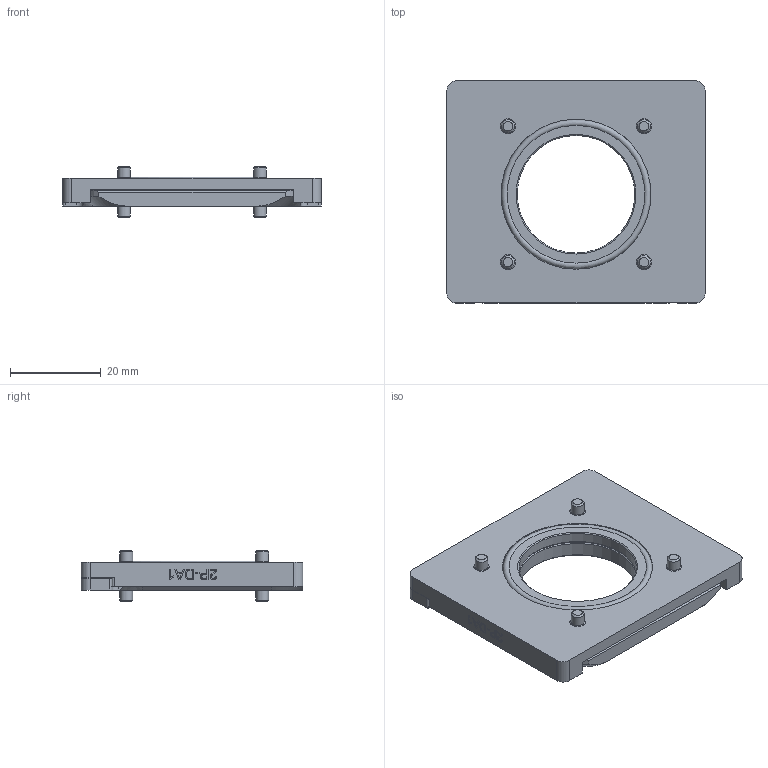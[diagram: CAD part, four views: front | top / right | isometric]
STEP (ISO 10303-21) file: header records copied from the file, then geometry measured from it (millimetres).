
FILE_DESCRIPTION (( 'STEP AP214' ), '1' );
FILE_NAME ('22.03.04_2P-DA1_Dove-Adapter Slim WEB.STEP', '2022-03-04T16:17:14', ( '' ), ( '' ), 'SwSTEP 2.0', 'SolidWorks 2019', '' );
FILE_SCHEMA (( 'AUTOMOTIVE_DESIGN' ));
Length unit declared in the file: millimetre
Products named in the file (1): 22.03.04_2P-DA1_Dove-Adapter Slim WEB
Bounding box: 57 x 49 x 11.42 mm (x, y, z)
Volume: 13092.5 mm3; surface area: 13703.8 mm2
Topology: 13 solids, 13 shells, 728 faces, 1934 edges, 1255 vertices
Faces by surface type: plane 578, cylinder 66, cone 48, bspline 33, torus 3
Full cylindrical faces by diameter (mm): 1.1 x2, 2.845 x8, 3.4 x8, 5.9 x8, 6.72 x8, 25.956 x2, 30.4 x3, 33.1 x3
Entity records: 31212 total; most frequent: CARTESIAN_POINT 5552, ORIENTED_EDGE 3650, DIRECTION 3332, EDGE_CURVE 1825, VECTOR 1544, LINE 1544, VERTEX_POINT 1234, AXIS2_PLACEMENT_3D 894
